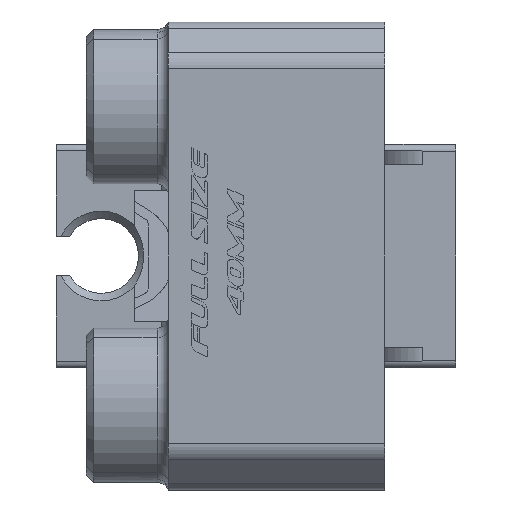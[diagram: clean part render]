
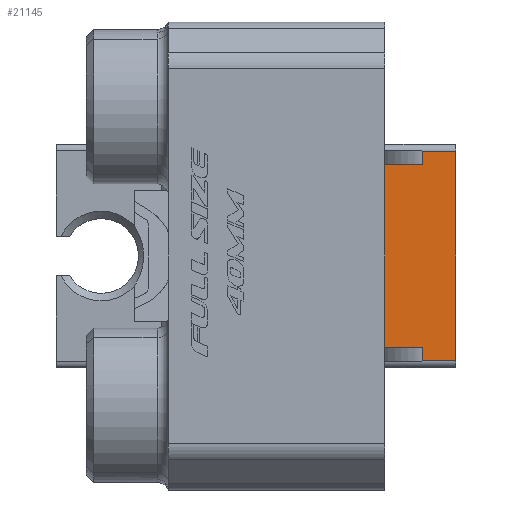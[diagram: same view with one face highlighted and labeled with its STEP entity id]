
A CAD part, left-side view. The second image highlights one B-rep face of the part: STEP entity #21145.
In plain terms, the highlighted planar face has unit normal (-1, 0, 0).
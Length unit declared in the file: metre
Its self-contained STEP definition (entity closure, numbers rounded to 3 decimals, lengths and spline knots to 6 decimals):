
#3155=ORIENTED_EDGE('',*,*,#8932,.T.);
#3156=ORIENTED_EDGE('',*,*,#8520,.F.);
#3157=ORIENTED_EDGE('',*,*,#8937,.F.);
#3158=ORIENTED_EDGE('',*,*,#8535,.F.);
#3159=ORIENTED_EDGE('',*,*,#8936,.T.);
#3160=ORIENTED_EDGE('',*,*,#8938,.T.);
#3161=ORIENTED_EDGE('',*,*,#8547,.T.);
#3162=ORIENTED_EDGE('',*,*,#8545,.T.);
#8520=EDGE_CURVE('',#11692,#11693,#13747,.T.);
#8535=EDGE_CURVE('',#11705,#11706,#13755,.T.);
#8545=EDGE_CURVE('',#11709,#11711,#13757,.T.);
#8547=EDGE_CURVE('',#11712,#11709,#13759,.T.);
#8932=EDGE_CURVE('',#11711,#11693,#13993,.T.);
#8936=EDGE_CURVE('',#11705,#11915,#13996,.T.);
#8937=EDGE_CURVE('',#11706,#11692,#13997,.T.);
#8938=EDGE_CURVE('',#11915,#11712,#13998,.T.);
#11692=VERTEX_POINT('',#30453);
#11693=VERTEX_POINT('',#30455);
#11705=VERTEX_POINT('',#30504);
#11706=VERTEX_POINT('',#30505);
#11709=VERTEX_POINT('',#30549);
#11711=VERTEX_POINT('',#30559);
#11712=VERTEX_POINT('',#30564);
#11915=VERTEX_POINT('',#34192);
#13747=LINE('',#30454,#16002);
#13755=LINE('',#30503,#16010);
#13757=LINE('',#30560,#16012);
#13759=LINE('',#30563,#16014);
#13993=LINE('',#34185,#16248);
#13996=LINE('',#34193,#16251);
#13997=LINE('',#34195,#16252);
#13998=LINE('',#34196,#16253);
#16002=VECTOR('',#24102,1.);
#16010=VECTOR('',#24120,1.);
#16012=VECTOR('',#24122,1.);
#16014=VECTOR('',#24126,1.);
#16248=VECTOR('',#24626,1.);
#16251=VECTOR('',#24637,1.);
#16252=VECTOR('',#24640,1.);
#16253=VECTOR('',#24641,1.);
#17968=EDGE_LOOP('',(#3155,#3156,#3157,#3158,#3159,#3160,#3161,#3162));
#19211=FACE_BOUND('',#17968,.T.);
#20312=PLANE('',#22277);
#21145=ADVANCED_FACE('',(#19211),#20312,.F.);
#22277=AXIS2_PLACEMENT_3D('',#34194,#24638,#24639);
#24102=DIRECTION('',(0.,0.,1.));
#24120=DIRECTION('',(0.,0.,1.));
#24122=DIRECTION('',(0.,0.,-1.));
#24126=DIRECTION('',(0.,1.,0.));
#24626=DIRECTION('',(0.,1.,0.));
#24637=DIRECTION('',(0.,-1.,0.));
#24638=DIRECTION('',(1.,0.,0.));
#24639=DIRECTION('',(0.,0.,-1.));
#24640=DIRECTION('',(0.,1.,0.));
#24641=DIRECTION('',(0.,0.,1.));
#30453=CARTESIAN_POINT('',(0.013,-0.002,-0.0122));
#30454=CARTESIAN_POINT('',(0.013,-0.002,-0.0122));
#30455=CARTESIAN_POINT('',(0.013,-0.002,0.0122));
#30503=CARTESIAN_POINT('',(0.013,-0.007074,-0.0142));
#30504=CARTESIAN_POINT('',(0.013,-0.007074,-0.014));
#30505=CARTESIAN_POINT('',(0.013,-0.007074,-0.0122));
#30549=CARTESIAN_POINT('',(0.013,-0.007074,0.014));
#30559=CARTESIAN_POINT('',(0.013,-0.007074,0.0122));
#30560=CARTESIAN_POINT('',(0.013,-0.007074,0.0142));
#30563=CARTESIAN_POINT('',(0.013,-0.0095,0.014));
#30564=CARTESIAN_POINT('',(0.013,-0.0115,0.014));
#34185=CARTESIAN_POINT('',(0.013,0.,0.0122));
#34192=CARTESIAN_POINT('',(0.013,-0.0115,-0.014));
#34193=CARTESIAN_POINT('',(0.013,-0.0095,-0.014));
#34194=CARTESIAN_POINT('',(0.013,-0.0095,0.));
#34195=CARTESIAN_POINT('',(0.013,0.,-0.0122));
#34196=CARTESIAN_POINT('',(0.013,-0.0115,0.));
